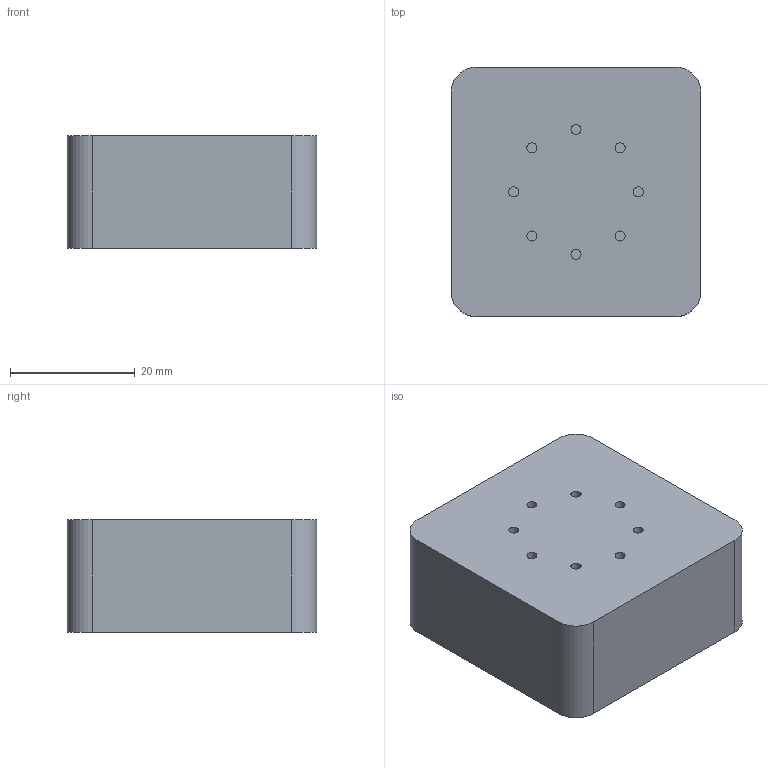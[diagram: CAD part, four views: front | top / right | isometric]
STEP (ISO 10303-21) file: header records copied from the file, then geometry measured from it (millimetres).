
FILE_DESCRIPTION(/* description */ (''),/* implementation_level */ '2;1');
FILE_NAME(/* name */ 'imu-base v29.step',/* time_stamp */ '2022-09-27T21:17:46+02:00',/* author */ (''),/* organization */ (''),/* preprocessor_version */ 'ST-DEVELOPER v19',/* originating_system */ 'Autodesk Translation Framework v11.7.0.108',/* authorisation */ '');
FILE_SCHEMA (('AUTOMOTIVE_DESIGN { 1 0 10303 214 3 1 1 }'));
Length unit declared in the file: millimetre
Products named in the file (1): imu-base
Bounding box: 40 x 40 x 18 mm (x, y, z)
Volume: 16636.7 mm3; surface area: 7768.3 mm2
Topology: 1 solids, 1 shells, 103 faces, 255 edges, 170 vertices
Faces by surface type: plane 52, cylinder 51
Full cylindrical faces by diameter (mm): 0.5 x3, 0.8 x1, 1.623 x13
Entity records: 3151 total; most frequent: DIRECTION 565, CARTESIAN_POINT 529, ORIENTED_EDGE 510, EDGE_CURVE 255, AXIS2_PLACEMENT_3D 206, VERTEX_POINT 170, LINE 153, VECTOR 153
